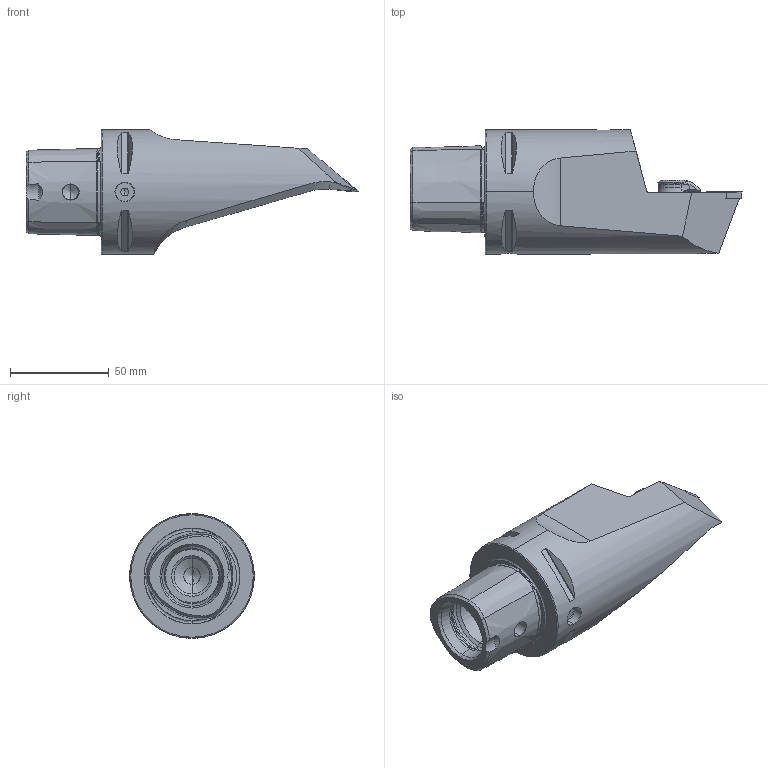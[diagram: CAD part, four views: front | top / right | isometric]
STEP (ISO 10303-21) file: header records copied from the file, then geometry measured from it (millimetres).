
FILE_DESCRIPTION (( 'STEP AP214' ), '1' );
FILE_NAME ('PS6.KVA.NMA.130-HP.STEP', '2024-07-10T15:04:53', ( '' ), ( '' ), 'SwSTEP 2.0', 'SolidWorks 2022', '' );
FILE_SCHEMA (( 'AUTOMOTIVE_DESIGN' ));
Length unit declared in the file: millimetre
Products named in the file (11): PS6-KVA.NMA.130-HP_A; WCA-ER2.001.006_B; DIN 7991 - M5x18; VCGT110304; PS6.KVA.NMA.130-HP; CHP-PCX.000.022_B; DIN 3771 - 13x1; ISO 8752 2x8; CHP-PCX.000.022_Düse; CHP-ER1.008.014_A; DIN 3771 - 6.5x1.5
Assembly tree (10 placements, depth 3):
  PS6.KVA.NMA.130-HP
    PS6-KVA.NMA.130-HP_A
    VCGT110304
    WCA-ER2.001.006_B
    CHP-ER1.008.014_A
    CHP-PCX.000.022_Düse
      CHP-PCX.000.022_B
      DIN 3771 - 13x1
      DIN 3771 - 6.5x1.5
      DIN 7991 - M5x18
    ISO 8752 2x8
Bounding box: 167.98 x 63 x 63 mm (x, y, z)
Volume: 242709.8 mm3; surface area: 39313.7 mm2
Topology: 9 solids, 9 shells, 477 faces, 1164 edges, 698 vertices
Faces by surface type: cylinder 134, cone 120, plane 104, torus 67, bspline 50, sphere 2
Entity records: 18122 total; most frequent: CARTESIAN_POINT 7008, ORIENTED_EDGE 2284, DIRECTION 2120, EDGE_CURVE 1142, AXIS2_PLACEMENT_3D 864, VERTEX_POINT 698, EDGE_LOOP 510, FACE_OUTER_BOUND 477
